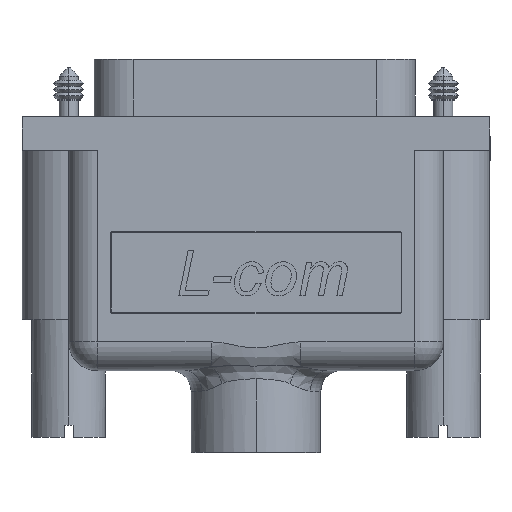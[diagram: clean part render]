
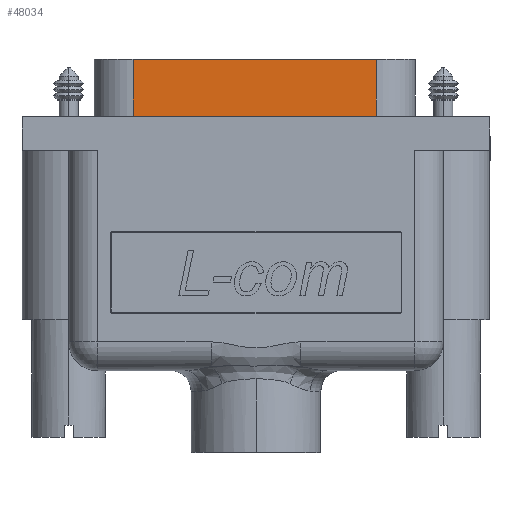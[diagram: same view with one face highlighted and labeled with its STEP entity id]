
A CAD part, top view. The second image highlights one B-rep face of the part: STEP entity #48034.
In plain terms, the highlighted face is planar.
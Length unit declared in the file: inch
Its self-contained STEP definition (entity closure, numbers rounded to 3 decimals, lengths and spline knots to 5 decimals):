
#1705 = VECTOR ( 'NONE', #20456, 39.37008 ) ;
#4059 = VERTEX_POINT ( 'NONE', #5677 ) ;
#5142 = CARTESIAN_POINT ( 'NONE',  ( -0.5945, 0.002, -0.305 ) ) ;
#5586 = FACE_OUTER_BOUND ( 'NONE', #38064, .T. ) ;
#5677 = CARTESIAN_POINT ( 'NONE',  ( -0.5945, 0.28, -0.305 ) ) ;
#7512 = CARTESIAN_POINT ( 'NONE',  ( 0.5945, 0.28, -0.305 ) ) ;
#8613 = EDGE_CURVE ( 'NONE', #36711, #12844, #31720, .T. ) ;
#8891 = EDGE_CURVE ( 'NONE', #15256, #36711, #58844, .T. ) ;
#9195 = DIRECTION ( 'NONE',  ( -1., 0., 0. ) ) ;
#12844 = VERTEX_POINT ( 'NONE', #25118 ) ;
#15256 = VERTEX_POINT ( 'NONE', #40537 ) ;
#18043 = PLANE ( 'NONE',  #42318 ) ;
#20456 = DIRECTION ( 'NONE',  ( 0., -1., 0. ) ) ;
#22716 = VECTOR ( 'NONE', #32847, 39.37008 ) ;
#25118 = CARTESIAN_POINT ( 'NONE',  ( -0.5945, 0.002, -0.305 ) ) ;
#26709 = CARTESIAN_POINT ( 'NONE',  ( -0.5945, 0.28, -0.305 ) ) ;
#27821 = ORIENTED_EDGE ( 'NONE', *, *, #8891, .T. ) ;
#29771 = ORIENTED_EDGE ( 'NONE', *, *, #8613, .T. ) ;
#31720 = LINE ( 'NONE', #5142, #35223 ) ;
#31912 = DIRECTION ( 'NONE',  ( 0., 0., 1. ) ) ;
#32303 = CARTESIAN_POINT ( 'NONE',  ( -0.5945, 0.28, -0.305 ) ) ;
#32847 = DIRECTION ( 'NONE',  ( 0., -1., 0. ) ) ;
#33376 = ORIENTED_EDGE ( 'NONE', *, *, #41718, .F. ) ;
#34061 = ORIENTED_EDGE ( 'NONE', *, *, #36250, .F. ) ;
#34072 = LINE ( 'NONE', #44862, #22716 ) ;
#35223 = VECTOR ( 'NONE', #36985, 39.37008 ) ;
#36105 = DIRECTION ( 'NONE',  ( 1., 0., 0. ) ) ;
#36250 = EDGE_CURVE ( 'NONE', #15256, #4059, #41431, .T. ) ;
#36711 = VERTEX_POINT ( 'NONE', #58210 ) ;
#36985 = DIRECTION ( 'NONE',  ( -1., 0., 0. ) ) ;
#37084 = VECTOR ( 'NONE', #9195, 39.37008 ) ;
#38064 = EDGE_LOOP ( 'NONE', ( #27821, #29771, #33376, #34061 ) ) ;
#40537 = CARTESIAN_POINT ( 'NONE',  ( 0.5945, 0.28, -0.305 ) ) ;
#41431 = LINE ( 'NONE', #26709, #37084 ) ;
#41718 = EDGE_CURVE ( 'NONE', #4059, #12844, #34072, .T. ) ;
#42318 = AXIS2_PLACEMENT_3D ( 'NONE', #32303, #31912, #36105 ) ;
#44862 = CARTESIAN_POINT ( 'NONE',  ( -0.5945, 0.28, -0.305 ) ) ;
#48034 = ADVANCED_FACE ( 'NONE', ( #5586 ), #18043, .F. ) ;
#58210 = CARTESIAN_POINT ( 'NONE',  ( 0.5945, 0.002, -0.305 ) ) ;
#58844 = LINE ( 'NONE', #7512, #1705 ) ;
